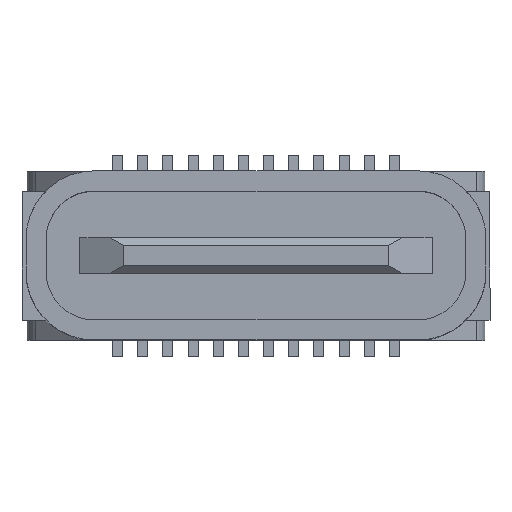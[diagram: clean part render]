
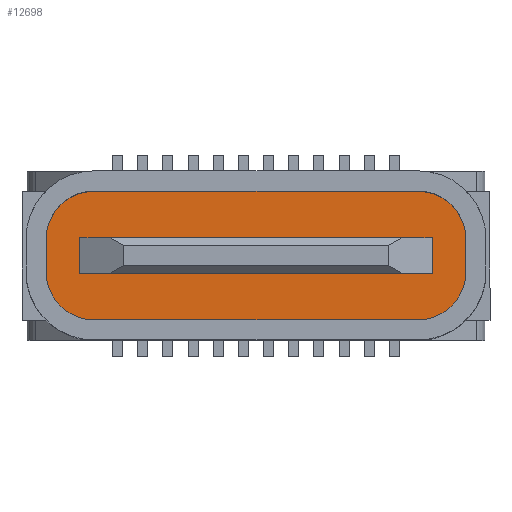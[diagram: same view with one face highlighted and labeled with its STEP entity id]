
A CAD part, top view. The second image highlights one B-rep face of the part: STEP entity #12698.
In plain terms, the highlighted planar face has unit normal (0, 0, 1).
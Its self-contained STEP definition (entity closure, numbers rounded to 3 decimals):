
#125 = LINE ( 'NONE', #9083, #10573 ) ;
#426 = DIRECTION ( 'NONE',  ( 1., 0., 0. ) ) ;
#773 = ORIENTED_EDGE ( 'NONE', *, *, #21088, .T. ) ;
#847 = VERTEX_POINT ( 'NONE', #1150 ) ;
#1067 = EDGE_CURVE ( 'NONE', #28112, #20480, #3345, .T. ) ;
#1132 = CARTESIAN_POINT ( 'NONE',  ( -3.22, -0.33, -1.65 ) ) ;
#1150 = CARTESIAN_POINT ( 'NONE',  ( -3.22, -1.28, -1.65 ) ) ;
#1365 = CARTESIAN_POINT ( 'NONE',  ( -3.5, 0.35, -1.65 ) ) ;
#1501 = DIRECTION ( 'NONE',  ( 0., 0., 1. ) ) ;
#1546 = ORIENTED_EDGE ( 'NONE', *, *, #24750, .T. ) ;
#1869 = LINE ( 'NONE', #26165, #11857 ) ;
#1932 = CARTESIAN_POINT ( 'NONE',  ( 3.5, 0.35, -1.65 ) ) ;
#1965 = VERTEX_POINT ( 'NONE', #28152 ) ;
#2395 = CARTESIAN_POINT ( 'NONE',  ( -3.22, 0.33, -1.65 ) ) ;
#2740 = ORIENTED_EDGE ( 'NONE', *, *, #25973, .T. ) ;
#3345 = LINE ( 'NONE', #5410, #12511 ) ;
#3908 = FACE_BOUND ( 'NONE', #21810, .T. ) ;
#4572 = CARTESIAN_POINT ( 'NONE',  ( -4.17, 0.33, -1.65 ) ) ;
#4972 = VECTOR ( 'NONE', #19487, 1000. ) ;
#5410 = CARTESIAN_POINT ( 'NONE',  ( -3.5, -0.35, -1.65 ) ) ;
#5453 = CARTESIAN_POINT ( 'NONE',  ( 3.22, -1.28, -1.65 ) ) ;
#6103 = DIRECTION ( 'NONE',  ( 1., 0., 0. ) ) ;
#6713 = CARTESIAN_POINT ( 'NONE',  ( 3.5, -0.35, -1.65 ) ) ;
#6952 = EDGE_LOOP ( 'NONE', ( #14045, #21998, #29457, #1546, #18096, #11193, #2740, #12073 ) ) ;
#7674 = DIRECTION ( 'NONE',  ( 0., -1., 0. ) ) ;
#7680 = DIRECTION ( 'NONE',  ( 0., 1., 0. ) ) ;
#7793 = CARTESIAN_POINT ( 'NONE',  ( 3.5, 0.35, -1.65 ) ) ;
#7853 = EDGE_CURVE ( 'NONE', #1965, #25614, #21859, .T. ) ;
#7945 = VERTEX_POINT ( 'NONE', #26481 ) ;
#7965 = VECTOR ( 'NONE', #22339, 1000. ) ;
#8639 = DIRECTION ( 'NONE',  ( -1., 0., 0. ) ) ;
#8991 = DIRECTION ( 'NONE',  ( 1., 0., 0. ) ) ;
#9083 = CARTESIAN_POINT ( 'NONE',  ( 3.22, 1.28, -1.65 ) ) ;
#9095 = CARTESIAN_POINT ( 'NONE',  ( 4.17, -0.33, -1.65 ) ) ;
#9134 = CARTESIAN_POINT ( 'NONE',  ( 3.22, 1.28, -1.65 ) ) ;
#9238 = CIRCLE ( 'NONE', #22221, 0.95 ) ;
#9443 = VECTOR ( 'NONE', #7674, 1000. ) ;
#9614 = CARTESIAN_POINT ( 'NONE',  ( -4.17, -0.33, -1.65 ) ) ;
#10155 = DIRECTION ( 'NONE',  ( 0., 0., 1. ) ) ;
#10573 = VECTOR ( 'NONE', #8639, 1000. ) ;
#10714 = EDGE_CURVE ( 'NONE', #25614, #20085, #28174, .T. ) ;
#10928 = CARTESIAN_POINT ( 'NONE',  ( 3.22, 0.33, -1.65 ) ) ;
#11050 = VERTEX_POINT ( 'NONE', #22172 ) ;
#11193 = ORIENTED_EDGE ( 'NONE', *, *, #13239, .T. ) ;
#11630 = LINE ( 'NONE', #7793, #4972 ) ;
#11857 = VECTOR ( 'NONE', #19963, 1000. ) ;
#12073 = ORIENTED_EDGE ( 'NONE', *, *, #21598, .T. ) ;
#12131 = FACE_OUTER_BOUND ( 'NONE', #6952, .T. ) ;
#12235 = LINE ( 'NONE', #5453, #22178 ) ;
#12511 = VECTOR ( 'NONE', #7680, 1000. ) ;
#12698 = ADVANCED_FACE ( 'NONE', ( #3908, #12131 ), #22909, .T. ) ;
#13239 = EDGE_CURVE ( 'NONE', #25560, #7945, #1869, .T. ) ;
#13710 = VERTEX_POINT ( 'NONE', #18081 ) ;
#13983 = ORIENTED_EDGE ( 'NONE', *, *, #25129, .T. ) ;
#14045 = ORIENTED_EDGE ( 'NONE', *, *, #7853, .T. ) ;
#14863 = DIRECTION ( 'NONE',  ( 0., -1., 0. ) ) ;
#15225 = AXIS2_PLACEMENT_3D ( 'NONE', #2395, #23507, #27811 ) ;
#15305 = DIRECTION ( 'NONE',  ( 0., 0., 1. ) ) ;
#16448 = CIRCLE ( 'NONE', #25566, 0.95 ) ;
#16945 = CIRCLE ( 'NONE', #17431, 0.95 ) ;
#17431 = AXIS2_PLACEMENT_3D ( 'NONE', #10928, #1501, #6103 ) ;
#18081 = CARTESIAN_POINT ( 'NONE',  ( 3.22, -1.28, -1.65 ) ) ;
#18096 = ORIENTED_EDGE ( 'NONE', *, *, #24768, .T. ) ;
#18150 = ORIENTED_EDGE ( 'NONE', *, *, #29303, .T. ) ;
#19100 = CARTESIAN_POINT ( 'NONE',  ( 3.22, -0.33, -1.65 ) ) ;
#19247 = DIRECTION ( 'NONE',  ( 1., 0., 0. ) ) ;
#19365 = DIRECTION ( 'NONE',  ( 0., 0., 1. ) ) ;
#19487 = DIRECTION ( 'NONE',  ( 1., 0., 0. ) ) ;
#19630 = VECTOR ( 'NONE', #14863, 1000. ) ;
#19963 = DIRECTION ( 'NONE',  ( 0., 1., 0. ) ) ;
#20085 = VERTEX_POINT ( 'NONE', #9614 ) ;
#20355 = VERTEX_POINT ( 'NONE', #9134 ) ;
#20480 = VERTEX_POINT ( 'NONE', #1365 ) ;
#21088 = EDGE_CURVE ( 'NONE', #28737, #11050, #25635, .T. ) ;
#21432 = CARTESIAN_POINT ( 'NONE',  ( 3.5, -0.35, -1.65 ) ) ;
#21598 = EDGE_CURVE ( 'NONE', #20355, #1965, #125, .T. ) ;
#21810 = EDGE_LOOP ( 'NONE', ( #22886, #13983, #773, #18150 ) ) ;
#21859 = CIRCLE ( 'NONE', #27536, 0.95 ) ;
#21933 = CARTESIAN_POINT ( 'NONE',  ( -4.17, 0.33, -1.65 ) ) ;
#21998 = ORIENTED_EDGE ( 'NONE', *, *, #10714, .T. ) ;
#22172 = CARTESIAN_POINT ( 'NONE',  ( 3.5, -0.35, -1.65 ) ) ;
#22178 = VECTOR ( 'NONE', #426, 1000. ) ;
#22221 = AXIS2_PLACEMENT_3D ( 'NONE', #19100, #10155, #19247 ) ;
#22339 = DIRECTION ( 'NONE',  ( -1., 0., 0. ) ) ;
#22886 = ORIENTED_EDGE ( 'NONE', *, *, #1067, .T. ) ;
#22909 = PLANE ( 'NONE',  #15225 ) ;
#23507 = DIRECTION ( 'NONE',  ( 0., 0., 1. ) ) ;
#24750 = EDGE_CURVE ( 'NONE', #847, #13710, #12235, .T. ) ;
#24768 = EDGE_CURVE ( 'NONE', #13710, #25560, #9238, .T. ) ;
#25129 = EDGE_CURVE ( 'NONE', #20480, #28737, #11630, .T. ) ;
#25560 = VERTEX_POINT ( 'NONE', #9095 ) ;
#25566 = AXIS2_PLACEMENT_3D ( 'NONE', #1132, #19365, #26275 ) ;
#25614 = VERTEX_POINT ( 'NONE', #4572 ) ;
#25635 = LINE ( 'NONE', #21432, #19630 ) ;
#25973 = EDGE_CURVE ( 'NONE', #7945, #20355, #16945, .T. ) ;
#26165 = CARTESIAN_POINT ( 'NONE',  ( 4.17, -0.33, -1.65 ) ) ;
#26275 = DIRECTION ( 'NONE',  ( 1., 0., 0. ) ) ;
#26481 = CARTESIAN_POINT ( 'NONE',  ( 4.17, 0.33, -1.65 ) ) ;
#26715 = EDGE_CURVE ( 'NONE', #20085, #847, #16448, .T. ) ;
#27237 = LINE ( 'NONE', #6713, #7965 ) ;
#27536 = AXIS2_PLACEMENT_3D ( 'NONE', #29498, #15305, #8991 ) ;
#27811 = DIRECTION ( 'NONE',  ( 1., 0., 0. ) ) ;
#28112 = VERTEX_POINT ( 'NONE', #29583 ) ;
#28152 = CARTESIAN_POINT ( 'NONE',  ( -3.22, 1.28, -1.65 ) ) ;
#28174 = LINE ( 'NONE', #21933, #9443 ) ;
#28737 = VERTEX_POINT ( 'NONE', #1932 ) ;
#29303 = EDGE_CURVE ( 'NONE', #11050, #28112, #27237, .T. ) ;
#29457 = ORIENTED_EDGE ( 'NONE', *, *, #26715, .T. ) ;
#29498 = CARTESIAN_POINT ( 'NONE',  ( -3.22, 0.33, -1.65 ) ) ;
#29583 = CARTESIAN_POINT ( 'NONE',  ( -3.5, -0.35, -1.65 ) ) ;
